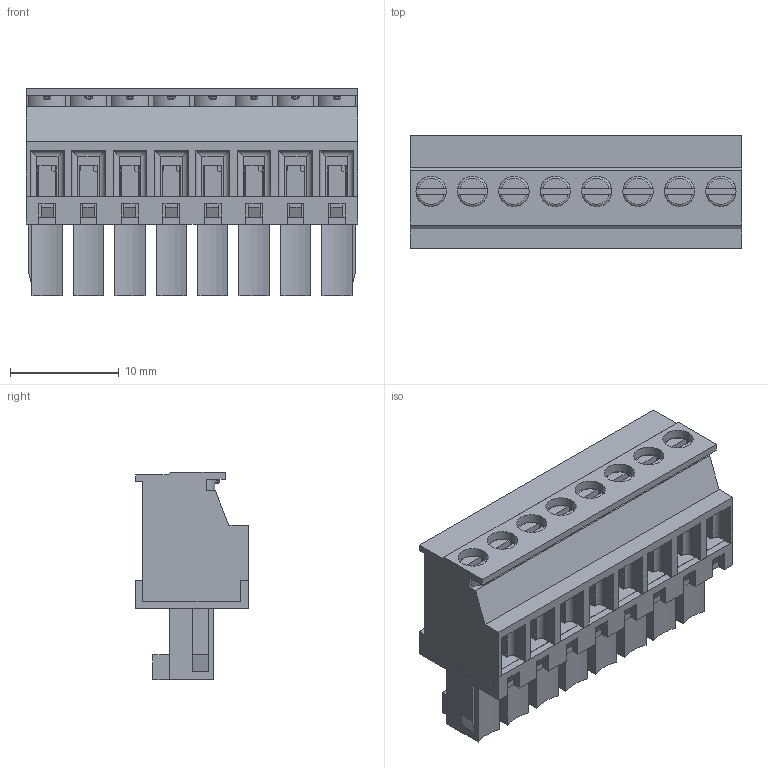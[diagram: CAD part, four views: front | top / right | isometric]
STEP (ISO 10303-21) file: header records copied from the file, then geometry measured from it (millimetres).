
FILE_DESCRIPTION( ( 'Unknown' ), '1' );
FILE_NAME( '691366310008.stp', 'Unknown', ( 'Quentin LAIDEBEUR' ), ( 'WE' ), 'PSStep 15.0.49', 'Sample-box', ' ' );
FILE_SCHEMA( ( 'AUTOMOTIVE_DESIGN { 1 0 10303 214 1 1 1 1 }' ) );
Length unit declared in the file: millimetre
Products named in the file (6): Assem1; 691361300008; 6913663100xx_VISSE; 6913663100xx_CAGE; 6913663100xx; 691361300008_CAPOT
Assembly tree (26 placements, depth 2):
  Assem1
    691361300008
    6913663100xx_VISSE  x8
    6913663100xx_CAGE  x8
    6913663100xx  x8
    691361300008_CAPOT
Bounding box: 30.48 x 10.4 x 19.1 mm (x, y, z)
Volume: 2604.5 mm3; surface area: 8520.3 mm2
Topology: 26 solids, 26 shells, 1692 faces, 4640 edges, 2984 vertices
Faces by surface type: plane 1268, cylinder 368, torus 24, sphere 16, cone 16
Full cylindrical faces by diameter (mm): 1.2 x8, 1.75 x8, 1.9 x16, 2.8 x16
Entity records: 38516 total; most frequent: CARTESIAN_POINT 5586, ORIENTED_EDGE 5304, DIRECTION 4894, EDGE_CURVE 2652, LINE 2346, VECTOR 2346, VERTEX_POINT 1728, AXIS2_PLACEMENT_3D 1274
